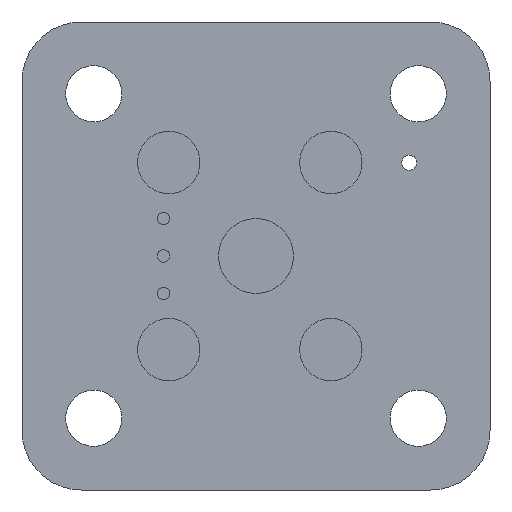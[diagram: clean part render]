
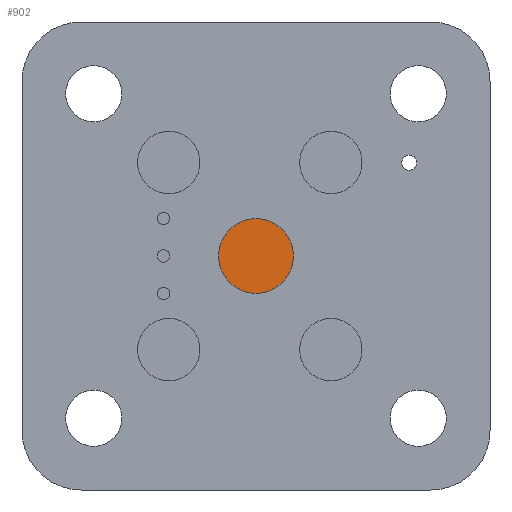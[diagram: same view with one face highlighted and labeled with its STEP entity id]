
A CAD part, front view. The second image highlights one B-rep face of the part: STEP entity #902.
In plain terms, the highlighted planar face has unit normal (0, -1, 0).
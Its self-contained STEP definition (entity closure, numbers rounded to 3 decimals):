
#293=CARTESIAN_POINT('',(0.,-0.75,0.));
#294=DIRECTION('',(0.,1.,0.));
#295=DIRECTION('',(-1.,0.,0.));
#296=AXIS2_PLACEMENT_3D('',#293,#294,#295);
#298=CARTESIAN_POINT('',(0.,-0.75,0.));
#299=DIRECTION('',(0.,1.,0.));
#300=DIRECTION('',(1.,0.,0.));
#301=AXIS2_PLACEMENT_3D('',#298,#299,#300);
#573=CARTESIAN_POINT('',(3.,-0.75,0.));
#574=VERTEX_POINT('',#573);
#575=CARTESIAN_POINT('',(-3.,-0.75,0.));
#576=VERTEX_POINT('',#575);
#893=CARTESIAN_POINT('',(0.,-0.75,0.));
#894=DIRECTION('',(0.,-1.,0.));
#895=DIRECTION('',(1.,0.,0.));
#896=AXIS2_PLACEMENT_3D('',#893,#894,#895);
#897=PLANE('',#896);
#898=ORIENTED_EDGE('',*,*,#873,.T.);
#899=ORIENTED_EDGE('',*,*,#887,.T.);
#900=EDGE_LOOP('',(#898,#899));
#901=FACE_OUTER_BOUND('',#900,.F.);
#902=ADVANCED_FACE('',(#901),#897,.T.);
#297=CIRCLE('',#296,3.);
#302=CIRCLE('',#301,3.);
#873=EDGE_CURVE('',#576,#574,#297,.T.);
#887=EDGE_CURVE('',#574,#576,#302,.T.);
